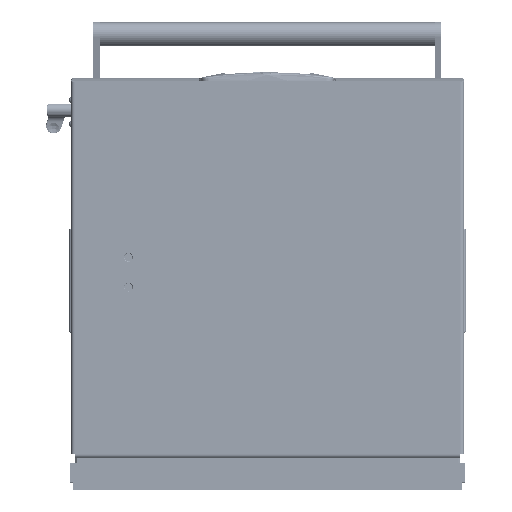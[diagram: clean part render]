
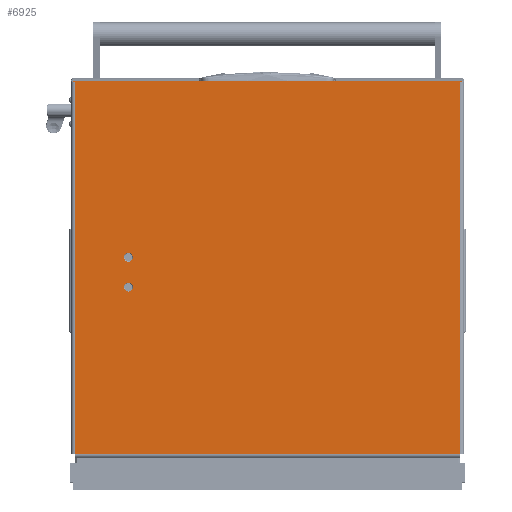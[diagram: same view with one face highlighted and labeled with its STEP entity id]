
A CAD part, front view. The second image highlights one B-rep face of the part: STEP entity #6925.
In plain terms, the highlighted face is planar.
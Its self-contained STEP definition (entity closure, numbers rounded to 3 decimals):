
#1499 = VECTOR ( 'NONE', #70410, 1000. ) ;
#2672 = CARTESIAN_POINT ( 'NONE',  ( 0., 452., 0. ) ) ;
#2858 = DIRECTION ( 'NONE',  ( 0., 0., -1. ) ) ;
#3774 = EDGE_CURVE ( 'NONE', #69499, #7159, #57307, .T. ) ;
#5877 = LINE ( 'NONE', #79123, #109515 ) ;
#6925 = ADVANCED_FACE ( 'NONE', ( #130015, #45167, #99223 ), #98570, .T. ) ;
#7093 = LINE ( 'NONE', #50874, #122624 ) ;
#7159 = VERTEX_POINT ( 'NONE', #7961 ) ;
#7961 = CARTESIAN_POINT ( 'NONE',  ( 199.8, 389., 0. ) ) ;
#8593 = ORIENTED_EDGE ( 'NONE', *, *, #55036, .F. ) ;
#8809 = CARTESIAN_POINT ( 'NONE',  ( 240., 389., 0. ) ) ;
#11828 = DIRECTION ( 'NONE',  ( 1., 0., 0. ) ) ;
#17556 = EDGE_LOOP ( 'NONE', ( #69845, #131737 ) ) ;
#17712 = EDGE_CURVE ( 'NONE', #53204, #127558, #85103, .T. ) ;
#18879 = EDGE_CURVE ( 'NONE', #59432, #113148, #91543, .T. ) ;
#20744 = EDGE_CURVE ( 'NONE', #51936, #43668, #7093, .T. ) ;
#26638 = DIRECTION ( 'NONE',  ( 0., 0., -1. ) ) ;
#26724 = EDGE_LOOP ( 'NONE', ( #66317, #28472 ) ) ;
#28472 = ORIENTED_EDGE ( 'NONE', *, *, #36287, .F. ) ;
#28637 = CARTESIAN_POINT ( 'NONE',  ( 436., 452., 0. ) ) ;
#29869 = EDGE_CURVE ( 'NONE', #115307, #49617, #60864, .T. ) ;
#30207 = CIRCLE ( 'NONE', #91391, 5.2 ) ;
#34183 = ORIENTED_EDGE ( 'NONE', *, *, #121477, .T. ) ;
#36287 = EDGE_CURVE ( 'NONE', #49617, #115307, #30207, .T. ) ;
#37282 = EDGE_CURVE ( 'NONE', #132125, #67710, #89813, .T. ) ;
#38980 = VECTOR ( 'NONE', #11828, 1000. ) ;
#39586 = CARTESIAN_POINT ( 'NONE',  ( -2., -4., 0. ) ) ;
#40760 = CARTESIAN_POINT ( 'NONE',  ( 210.2, 389., 0. ) ) ;
#41280 = ORIENTED_EDGE ( 'NONE', *, *, #17712, .F. ) ;
#43668 = VERTEX_POINT ( 'NONE', #91940 ) ;
#44098 = CARTESIAN_POINT ( 'NONE',  ( 0., -4., 0. ) ) ;
#45167 = FACE_BOUND ( 'NONE', #26724, .T. ) ;
#46991 = AXIS2_PLACEMENT_3D ( 'NONE', #2672, #97884, #76008 ) ;
#47721 = EDGE_LOOP ( 'NONE', ( #8593, #101934, #34183, #117329, #114998, #117869, #74450, #41280 ) ) ;
#48460 = LINE ( 'NONE', #39586, #66817 ) ;
#49181 = LINE ( 'NONE', #28637, #1499 ) ;
#49617 = VERTEX_POINT ( 'NONE', #95254 ) ;
#50425 = CARTESIAN_POINT ( 'NONE',  ( 0., -2., 0. ) ) ;
#50874 = CARTESIAN_POINT ( 'NONE',  ( 0., 452., 0. ) ) ;
#51936 = VERTEX_POINT ( 'NONE', #72490 ) ;
#52375 = DIRECTION ( 'NONE',  ( 0., 1., 0. ) ) ;
#53162 = CARTESIAN_POINT ( 'NONE',  ( 0., 454., 0. ) ) ;
#53204 = VERTEX_POINT ( 'NONE', #87811 ) ;
#54941 = CARTESIAN_POINT ( 'NONE',  ( 436., 0., 0. ) ) ;
#54969 = DIRECTION ( 'NONE',  ( -1., 0., 0. ) ) ;
#55036 = EDGE_CURVE ( 'NONE', #59432, #53204, #5877, .T. ) ;
#57307 = CIRCLE ( 'NONE', #96677, 5.2 ) ;
#59432 = VERTEX_POINT ( 'NONE', #133760 ) ;
#60864 = CIRCLE ( 'NONE', #113334, 5.2 ) ;
#65521 = VECTOR ( 'NONE', #123354, 1000. ) ;
#66317 = ORIENTED_EDGE ( 'NONE', *, *, #29869, .F. ) ;
#66817 = VECTOR ( 'NONE', #79992, 1000. ) ;
#67710 = VERTEX_POINT ( 'NONE', #53162 ) ;
#68669 = AXIS2_PLACEMENT_3D ( 'NONE', #119987, #2858, #54969 ) ;
#69499 = VERTEX_POINT ( 'NONE', #40760 ) ;
#69845 = ORIENTED_EDGE ( 'NONE', *, *, #129872, .F. ) ;
#70410 = DIRECTION ( 'NONE',  ( 0., -1., 0. ) ) ;
#70950 = DIRECTION ( 'NONE',  ( -1., 0., 0. ) ) ;
#71315 = CARTESIAN_POINT ( 'NONE',  ( 0., 454., 0. ) ) ;
#71647 = DIRECTION ( 'NONE',  ( 0., 0., -1. ) ) ;
#71684 = DIRECTION ( 'NONE',  ( -1., 0., 0. ) ) ;
#72490 = CARTESIAN_POINT ( 'NONE',  ( 436., 452., 0. ) ) ;
#74450 = ORIENTED_EDGE ( 'NONE', *, *, #121031, .T. ) ;
#76008 = DIRECTION ( 'NONE',  ( -1., 0., 0. ) ) ;
#77360 = DIRECTION ( 'NONE',  ( -1., 0., 0. ) ) ;
#79123 = CARTESIAN_POINT ( 'NONE',  ( 0., -4., 0. ) ) ;
#79377 = CARTESIAN_POINT ( 'NONE',  ( 205., 389., 0. ) ) ;
#79992 = DIRECTION ( 'NONE',  ( 0., 1., 0. ) ) ;
#80559 = CARTESIAN_POINT ( 'NONE',  ( 240., 389., 0. ) ) ;
#85103 = LINE ( 'NONE', #115282, #38980 ) ;
#85818 = DIRECTION ( 'NONE',  ( 0., 1., 0. ) ) ;
#87811 = CARTESIAN_POINT ( 'NONE',  ( 0., 0., 0. ) ) ;
#89813 = LINE ( 'NONE', #71315, #65521 ) ;
#91391 = AXIS2_PLACEMENT_3D ( 'NONE', #80559, #71647, #70950 ) ;
#91543 = LINE ( 'NONE', #50425, #104489 ) ;
#91940 = CARTESIAN_POINT ( 'NONE',  ( 0., 452., 0. ) ) ;
#92313 = DIRECTION ( 'NONE',  ( -1., 0., 0. ) ) ;
#92660 = DIRECTION ( 'NONE',  ( -1., 0., 0. ) ) ;
#95254 = CARTESIAN_POINT ( 'NONE',  ( 245.2, 389., 0. ) ) ;
#96156 = LINE ( 'NONE', #44098, #116604 ) ;
#96575 = CARTESIAN_POINT ( 'NONE',  ( 234.8, 389., 0. ) ) ;
#96677 = AXIS2_PLACEMENT_3D ( 'NONE', #79377, #26638, #77360 ) ;
#97884 = DIRECTION ( 'NONE',  ( 0., 0., -1. ) ) ;
#98570 = PLANE ( 'NONE',  #46991 ) ;
#99223 = FACE_OUTER_BOUND ( 'NONE', #47721, .T. ) ;
#101934 = ORIENTED_EDGE ( 'NONE', *, *, #18879, .T. ) ;
#104489 = VECTOR ( 'NONE', #71684, 1000. ) ;
#105838 = CARTESIAN_POINT ( 'NONE',  ( -2., 454., 0. ) ) ;
#108057 = CIRCLE ( 'NONE', #68669, 5.2 ) ;
#109515 = VECTOR ( 'NONE', #52375, 1000. ) ;
#113148 = VERTEX_POINT ( 'NONE', #129762 ) ;
#113334 = AXIS2_PLACEMENT_3D ( 'NONE', #8809, #134748, #92313 ) ;
#114998 = ORIENTED_EDGE ( 'NONE', *, *, #118283, .F. ) ;
#115282 = CARTESIAN_POINT ( 'NONE',  ( 0., 0., 0. ) ) ;
#115307 = VERTEX_POINT ( 'NONE', #96575 ) ;
#116604 = VECTOR ( 'NONE', #85818, 1000. ) ;
#117329 = ORIENTED_EDGE ( 'NONE', *, *, #37282, .T. ) ;
#117869 = ORIENTED_EDGE ( 'NONE', *, *, #20744, .F. ) ;
#118283 = EDGE_CURVE ( 'NONE', #43668, #67710, #96156, .T. ) ;
#119987 = CARTESIAN_POINT ( 'NONE',  ( 205., 389., 0. ) ) ;
#121031 = EDGE_CURVE ( 'NONE', #51936, #127558, #49181, .T. ) ;
#121477 = EDGE_CURVE ( 'NONE', #113148, #132125, #48460, .T. ) ;
#122624 = VECTOR ( 'NONE', #92660, 1000. ) ;
#123354 = DIRECTION ( 'NONE',  ( 1., 0., 0. ) ) ;
#127558 = VERTEX_POINT ( 'NONE', #54941 ) ;
#129762 = CARTESIAN_POINT ( 'NONE',  ( -2., -2., 0. ) ) ;
#129872 = EDGE_CURVE ( 'NONE', #7159, #69499, #108057, .T. ) ;
#130015 = FACE_BOUND ( 'NONE', #17556, .T. ) ;
#131737 = ORIENTED_EDGE ( 'NONE', *, *, #3774, .F. ) ;
#132125 = VERTEX_POINT ( 'NONE', #105838 ) ;
#133760 = CARTESIAN_POINT ( 'NONE',  ( 0., -2., 0. ) ) ;
#134748 = DIRECTION ( 'NONE',  ( 0., 0., -1. ) ) ;
